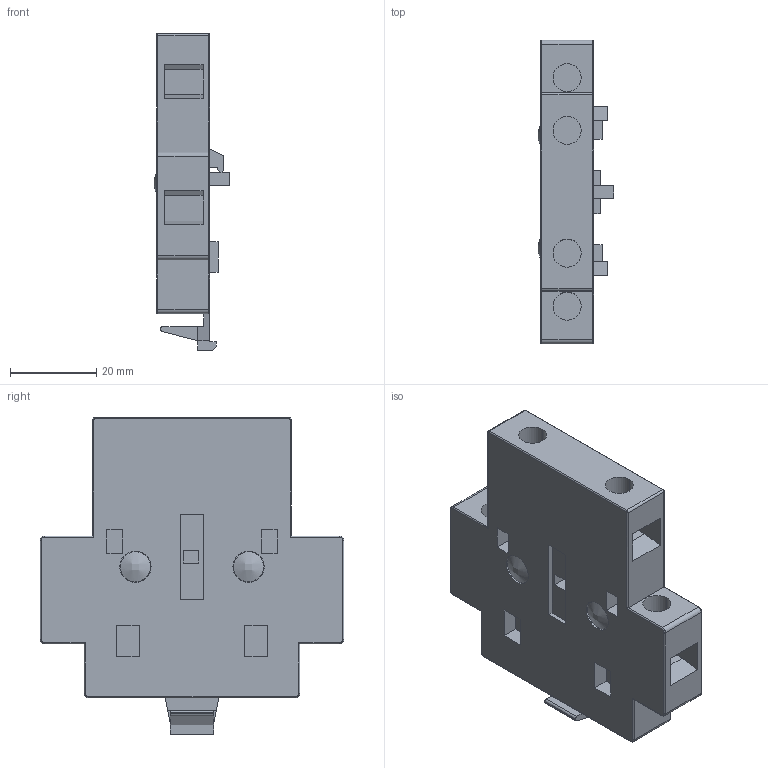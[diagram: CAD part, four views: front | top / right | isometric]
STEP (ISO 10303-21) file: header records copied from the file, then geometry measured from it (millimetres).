
FILE_DESCRIPTION (( 'STEP AP203' ), '1' );
FILE_NAME ('GH15S11.STEP', '2010-10-26T20:26:43', ( ' ' ), ( ' ' ), 'SwSTEP 2.0', 'SolidWorks 2009', '' );
FILE_SCHEMA (( 'CONFIG_CONTROL_DESIGN' ));
Length unit declared in the file: millimetre
Products named in the file (1): GH15S11
Bounding box: 17.62 x 70.5 x 73.52 mm (x, y, z)
Volume: 40304.2 mm3; surface area: 14505.1 mm2
Topology: 1 solids, 1 shells, 206 faces, 500 edges, 318 vertices
Faces by surface type: plane 133, cylinder 55, torus 16, bspline 2
Entity records: 6433 total; most frequent: CARTESIAN_POINT 1469, ORIENTED_EDGE 1000, DIRECTION 1000, EDGE_CURVE 500, VECTOR 382, LINE 382, VERTEX_POINT 318, AXIS2_PLACEMENT_3D 309
